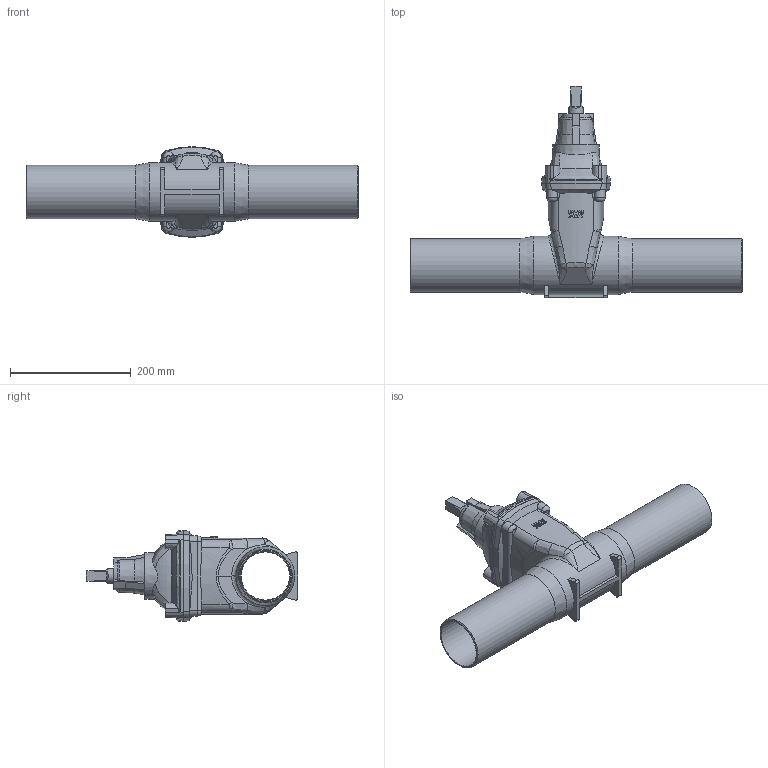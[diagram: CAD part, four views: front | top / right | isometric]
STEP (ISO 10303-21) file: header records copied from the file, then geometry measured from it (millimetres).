
FILE_DESCRIPTION (( 'STEP AP203' ), '1' );
FILE_NAME ('O_46_70_DN080_X1X_AA0_step.step', '2015-12-17T12:35:12', ( 'Windows User' ), ( 'AVK' ), 'SwSTEP 2.0', 'SolidWorks 2012', '' );
FILE_SCHEMA (( 'CONFIG_CONTROL_DESIGN' ));
Length unit declared in the file: millimetre
Products named in the file (1): O_46_70_DN080_X1X_AA0_step
Bounding box: 550 x 350.3 x 150 mm (x, y, z)
Volume: 2661611.7 mm3; surface area: 389608.7 mm2
Topology: 1 solids, 1 shells, 274 faces, 735 edges, 466 vertices
Faces by surface type: plane 89, bspline 75, cone 68, cylinder 25, torus 17
Full cylindrical faces by diameter (mm): 24.6 x1, 80 x1, 82.5 x2, 88.9 x2, 97 x1
Entity records: 12590 total; most frequent: CARTESIAN_POINT 6639, ORIENTED_EDGE 1412, DIRECTION 979, EDGE_CURVE 706, VERTEX_POINT 458, AXIS2_PLACEMENT_3D 420, B_SPLINE_CURVE_WITH_KNOTS 307, EDGE_LOOP 300
